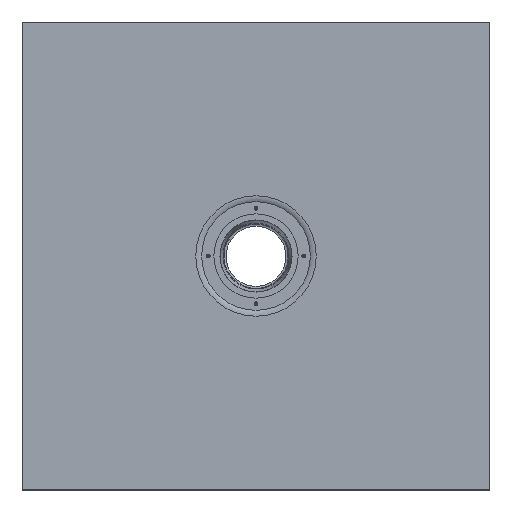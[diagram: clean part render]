
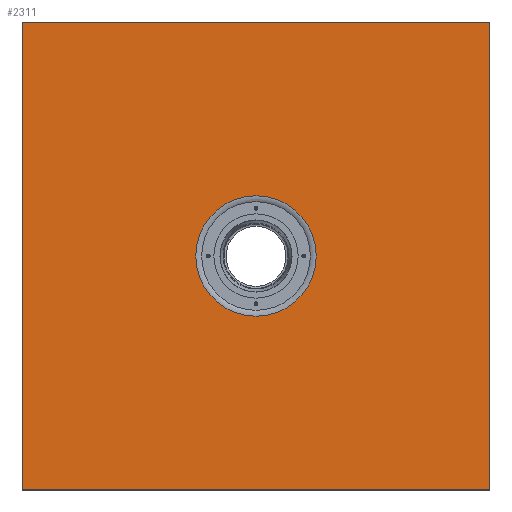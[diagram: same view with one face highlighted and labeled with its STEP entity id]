
A CAD part, top view. The second image highlights one B-rep face of the part: STEP entity #2311.
In plain terms, the highlighted planar face has unit normal (0, 0, 1).
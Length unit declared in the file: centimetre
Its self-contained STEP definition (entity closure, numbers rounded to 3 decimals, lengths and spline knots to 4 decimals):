
#128=FACE_BOUND('',#471,.T.);
#145=PLANE('',#2647);
#312=FACE_OUTER_BOUND('',#470,.T.);
#470=EDGE_LOOP('',(#2050,#2051,#2052,#2053));
#471=EDGE_LOOP('',(#2054));
#560=LINE('',#4793,#644);
#564=LINE('',#4800,#648);
#567=LINE('',#4806,#651);
#568=LINE('',#4808,#652);
#644=VECTOR('',#3375,1.);
#648=VECTOR('',#3381,1.);
#651=VECTOR('',#3386,1.);
#652=VECTOR('',#3389,1.);
#839=CIRCLE('',#2617,64.3137);
#1062=VERTEX_POINT('',#4744);
#1077=VERTEX_POINT('',#4790);
#1078=VERTEX_POINT('',#4792);
#1080=VERTEX_POINT('',#4798);
#1082=VERTEX_POINT('',#4804);
#1380=EDGE_CURVE('',#1062,#1062,#839,.T.);
#1403=EDGE_CURVE('',#1077,#1078,#560,.T.);
#1407=EDGE_CURVE('',#1080,#1077,#564,.T.);
#1410=EDGE_CURVE('',#1082,#1080,#567,.T.);
#1411=EDGE_CURVE('',#1078,#1082,#568,.T.);
#2050=ORIENTED_EDGE('',*,*,#1403,.F.);
#2051=ORIENTED_EDGE('',*,*,#1407,.F.);
#2052=ORIENTED_EDGE('',*,*,#1410,.F.);
#2053=ORIENTED_EDGE('',*,*,#1411,.F.);
#2054=ORIENTED_EDGE('',*,*,#1380,.T.);
#2311=ADVANCED_FACE('',(#312,#128),#145,.F.);
#2617=AXIS2_PLACEMENT_3D('',#4745,#3315,#3316);
#2647=AXIS2_PLACEMENT_3D('',#4807,#3387,#3388);
#3315=DIRECTION('center_axis',(0.,0.,-1.));
#3316=DIRECTION('ref_axis',(1.,0.,0.));
#3375=DIRECTION('',(0.,-1.,0.));
#3381=DIRECTION('',(1.,0.,0.));
#3386=DIRECTION('',(0.,1.,0.));
#3387=DIRECTION('center_axis',(0.,0.,-1.));
#3388=DIRECTION('ref_axis',(-1.,0.,0.));
#3389=DIRECTION('',(-1.,0.,0.));
#4744=CARTESIAN_POINT('',(701.2685,243.5956,53.0667));
#4745=CARTESIAN_POINT('Origin',(701.2685,307.9093,53.0667));
#4790=CARTESIAN_POINT('',(951.2685,557.9093,53.0667));
#4792=CARTESIAN_POINT('',(951.2685,57.9093,53.0667));
#4793=CARTESIAN_POINT('',(951.2685,307.9093,53.0667));
#4798=CARTESIAN_POINT('',(451.2685,557.9093,53.0667));
#4800=CARTESIAN_POINT('',(701.2685,557.9093,53.0667));
#4804=CARTESIAN_POINT('',(451.2685,57.9093,53.0667));
#4806=CARTESIAN_POINT('',(451.2685,307.9093,53.0667));
#4807=CARTESIAN_POINT('Origin',(701.2685,307.9093,53.0667));
#4808=CARTESIAN_POINT('',(701.2685,57.9093,53.0667));
